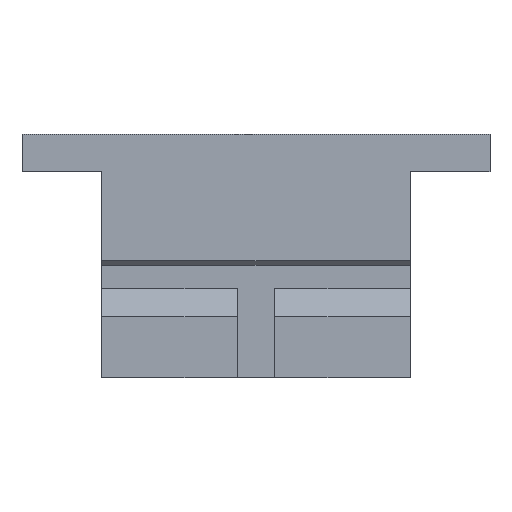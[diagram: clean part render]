
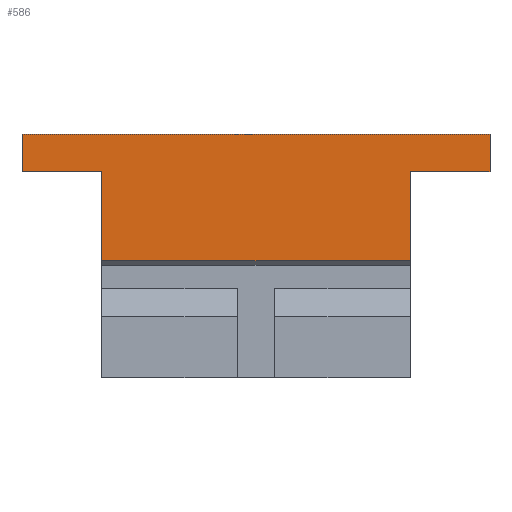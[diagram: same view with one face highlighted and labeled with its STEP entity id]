
A CAD part, top view. The second image highlights one B-rep face of the part: STEP entity #586.
In plain terms, the highlighted planar face has unit normal (0, 0, 1).
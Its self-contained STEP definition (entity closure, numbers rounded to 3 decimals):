
#32 = PLANE('',#33);
#33 = AXIS2_PLACEMENT_3D('',#34,#35,#36);
#34 = CARTESIAN_POINT('',(-16.5,22.,-8.));
#35 = DIRECTION('',(1.,0.,0.));
#36 = DIRECTION('',(0.,-1.,0.));
#225 = VERTEX_POINT('',#226);
#226 = CARTESIAN_POINT('',(-16.5,22.,8.));
#240 = PLANE('',#241);
#241 = AXIS2_PLACEMENT_3D('',#242,#243,#244);
#242 = CARTESIAN_POINT('',(-25.,22.,-8.));
#243 = DIRECTION('',(0.,1.,0.));
#244 = DIRECTION('',(1.,0.,0.));
#252 = EDGE_CURVE('',#225,#253,#255,.T.);
#253 = VERTEX_POINT('',#254);
#254 = CARTESIAN_POINT('',(-16.5,12.5,8.));
#255 = SURFACE_CURVE('',#256,(#260,#267),.PCURVE_S1.);
#256 = LINE('',#257,#258);
#257 = CARTESIAN_POINT('',(-16.5,22.,8.));
#258 = VECTOR('',#259,1.);
#259 = DIRECTION('',(0.,-1.,0.));
#260 = PCURVE('',#32,#261);
#261 = DEFINITIONAL_REPRESENTATION('',(#262),#266);
#262 = LINE('',#263,#264);
#263 = CARTESIAN_POINT('',(0.,-16.));
#264 = VECTOR('',#265,1.);
#265 = DIRECTION('',(1.,0.));
#266 = ( GEOMETRIC_REPRESENTATION_CONTEXT(2) 
PARAMETRIC_REPRESENTATION_CONTEXT() REPRESENTATION_CONTEXT('2D SPACE',''
  ) );
#267 = PCURVE('',#268,#273);
#268 = PLANE('',#269);
#269 = AXIS2_PLACEMENT_3D('',#270,#271,#272);
#270 = CARTESIAN_POINT('',(-25.,26.,8.));
#271 = DIRECTION('',(0.,0.,-1.));
#272 = DIRECTION('',(-1.,0.,0.));
#273 = DEFINITIONAL_REPRESENTATION('',(#274),#278);
#274 = LINE('',#275,#276);
#275 = CARTESIAN_POINT('',(-8.5,-4.));
#276 = VECTOR('',#277,1.);
#277 = DIRECTION('',(0.,-1.));
#278 = ( GEOMETRIC_REPRESENTATION_CONTEXT(2) 
PARAMETRIC_REPRESENTATION_CONTEXT() REPRESENTATION_CONTEXT('2D SPACE',''
  ) );
#294 = PLANE('',#295);
#295 = AXIS2_PLACEMENT_3D('',#296,#297,#298);
#296 = CARTESIAN_POINT('',(-16.5,12.25,7.75));
#297 = DIRECTION('',(0.,0.707,-0.707));
#298 = DIRECTION('',(-1.,-0.,-0.));
#349 = PLANE('',#350);
#350 = AXIS2_PLACEMENT_3D('',#351,#352,#353);
#351 = CARTESIAN_POINT('',(16.5,0.,-8.));
#352 = DIRECTION('',(-1.,0.,0.));
#353 = DIRECTION('',(0.,1.,0.));
#388 = VERTEX_POINT('',#389);
#389 = CARTESIAN_POINT('',(16.5,12.5,8.));
#410 = EDGE_CURVE('',#253,#388,#411,.T.);
#411 = SURFACE_CURVE('',#412,(#416,#423),.PCURVE_S1.);
#412 = LINE('',#413,#414);
#413 = CARTESIAN_POINT('',(-16.5,12.5,8.));
#414 = VECTOR('',#415,1.);
#415 = DIRECTION('',(1.,0.,0.));
#416 = PCURVE('',#294,#417);
#417 = DEFINITIONAL_REPRESENTATION('',(#418),#422);
#418 = LINE('',#419,#420);
#419 = CARTESIAN_POINT('',(-0.,0.354));
#420 = VECTOR('',#421,1.);
#421 = DIRECTION('',(-1.,0.));
#422 = ( GEOMETRIC_REPRESENTATION_CONTEXT(2) 
PARAMETRIC_REPRESENTATION_CONTEXT() REPRESENTATION_CONTEXT('2D SPACE',''
  ) );
#423 = PCURVE('',#268,#424);
#424 = DEFINITIONAL_REPRESENTATION('',(#425),#429);
#425 = LINE('',#426,#427);
#426 = CARTESIAN_POINT('',(-8.5,-13.5));
#427 = VECTOR('',#428,1.);
#428 = DIRECTION('',(-1.,0.));
#429 = ( GEOMETRIC_REPRESENTATION_CONTEXT(2) 
PARAMETRIC_REPRESENTATION_CONTEXT() REPRESENTATION_CONTEXT('2D SPACE',''
  ) );
#586 = ADVANCED_FACE('',(#587),#268,.F.);
#587 = FACE_BOUND('',#588,.F.);
#588 = EDGE_LOOP('',(#589,#590,#613,#641,#669,#697,#725,#746));
#589 = ORIENTED_EDGE('',*,*,#252,.F.);
#590 = ORIENTED_EDGE('',*,*,#591,.F.);
#591 = EDGE_CURVE('',#592,#225,#594,.T.);
#592 = VERTEX_POINT('',#593);
#593 = CARTESIAN_POINT('',(-25.,22.,8.));
#594 = SURFACE_CURVE('',#595,(#599,#606),.PCURVE_S1.);
#595 = LINE('',#596,#597);
#596 = CARTESIAN_POINT('',(-25.,22.,8.));
#597 = VECTOR('',#598,1.);
#598 = DIRECTION('',(1.,0.,0.));
#599 = PCURVE('',#268,#600);
#600 = DEFINITIONAL_REPRESENTATION('',(#601),#605);
#601 = LINE('',#602,#603);
#602 = CARTESIAN_POINT('',(0.,-4.));
#603 = VECTOR('',#604,1.);
#604 = DIRECTION('',(-1.,0.));
#605 = ( GEOMETRIC_REPRESENTATION_CONTEXT(2) 
PARAMETRIC_REPRESENTATION_CONTEXT() REPRESENTATION_CONTEXT('2D SPACE',''
  ) );
#606 = PCURVE('',#240,#607);
#607 = DEFINITIONAL_REPRESENTATION('',(#608),#612);
#608 = LINE('',#609,#610);
#609 = CARTESIAN_POINT('',(0.,-16.));
#610 = VECTOR('',#611,1.);
#611 = DIRECTION('',(1.,0.));
#612 = ( GEOMETRIC_REPRESENTATION_CONTEXT(2) 
PARAMETRIC_REPRESENTATION_CONTEXT() REPRESENTATION_CONTEXT('2D SPACE',''
  ) );
#613 = ORIENTED_EDGE('',*,*,#614,.F.);
#614 = EDGE_CURVE('',#615,#592,#617,.T.);
#615 = VERTEX_POINT('',#616);
#616 = CARTESIAN_POINT('',(-25.,26.,8.));
#617 = SURFACE_CURVE('',#618,(#622,#629),.PCURVE_S1.);
#618 = LINE('',#619,#620);
#619 = CARTESIAN_POINT('',(-25.,26.,8.));
#620 = VECTOR('',#621,1.);
#621 = DIRECTION('',(0.,-1.,0.));
#622 = PCURVE('',#268,#623);
#623 = DEFINITIONAL_REPRESENTATION('',(#624),#628);
#624 = LINE('',#625,#626);
#625 = CARTESIAN_POINT('',(0.,0.));
#626 = VECTOR('',#627,1.);
#627 = DIRECTION('',(0.,-1.));
#628 = ( GEOMETRIC_REPRESENTATION_CONTEXT(2) 
PARAMETRIC_REPRESENTATION_CONTEXT() REPRESENTATION_CONTEXT('2D SPACE',''
  ) );
#629 = PCURVE('',#630,#635);
#630 = PLANE('',#631);
#631 = AXIS2_PLACEMENT_3D('',#632,#633,#634);
#632 = CARTESIAN_POINT('',(-25.,26.,-8.));
#633 = DIRECTION('',(1.,0.,0.));
#634 = DIRECTION('',(0.,-1.,0.));
#635 = DEFINITIONAL_REPRESENTATION('',(#636),#640);
#636 = LINE('',#637,#638);
#637 = CARTESIAN_POINT('',(0.,-16.));
#638 = VECTOR('',#639,1.);
#639 = DIRECTION('',(1.,0.));
#640 = ( GEOMETRIC_REPRESENTATION_CONTEXT(2) 
PARAMETRIC_REPRESENTATION_CONTEXT() REPRESENTATION_CONTEXT('2D SPACE',''
  ) );
#641 = ORIENTED_EDGE('',*,*,#642,.F.);
#642 = EDGE_CURVE('',#643,#615,#645,.T.);
#643 = VERTEX_POINT('',#644);
#644 = CARTESIAN_POINT('',(25.,26.,8.));
#645 = SURFACE_CURVE('',#646,(#650,#657),.PCURVE_S1.);
#646 = LINE('',#647,#648);
#647 = CARTESIAN_POINT('',(25.,26.,8.));
#648 = VECTOR('',#649,1.);
#649 = DIRECTION('',(-1.,0.,0.));
#650 = PCURVE('',#268,#651);
#651 = DEFINITIONAL_REPRESENTATION('',(#652),#656);
#652 = LINE('',#653,#654);
#653 = CARTESIAN_POINT('',(-50.,0.));
#654 = VECTOR('',#655,1.);
#655 = DIRECTION('',(1.,0.));
#656 = ( GEOMETRIC_REPRESENTATION_CONTEXT(2) 
PARAMETRIC_REPRESENTATION_CONTEXT() REPRESENTATION_CONTEXT('2D SPACE',''
  ) );
#657 = PCURVE('',#658,#663);
#658 = PLANE('',#659);
#659 = AXIS2_PLACEMENT_3D('',#660,#661,#662);
#660 = CARTESIAN_POINT('',(25.,26.,-8.));
#661 = DIRECTION('',(0.,-1.,0.));
#662 = DIRECTION('',(-1.,0.,0.));
#663 = DEFINITIONAL_REPRESENTATION('',(#664),#668);
#664 = LINE('',#665,#666);
#665 = CARTESIAN_POINT('',(0.,-16.));
#666 = VECTOR('',#667,1.);
#667 = DIRECTION('',(1.,0.));
#668 = ( GEOMETRIC_REPRESENTATION_CONTEXT(2) 
PARAMETRIC_REPRESENTATION_CONTEXT() REPRESENTATION_CONTEXT('2D SPACE',''
  ) );
#669 = ORIENTED_EDGE('',*,*,#670,.F.);
#670 = EDGE_CURVE('',#671,#643,#673,.T.);
#671 = VERTEX_POINT('',#672);
#672 = CARTESIAN_POINT('',(25.,22.,8.));
#673 = SURFACE_CURVE('',#674,(#678,#685),.PCURVE_S1.);
#674 = LINE('',#675,#676);
#675 = CARTESIAN_POINT('',(25.,22.,8.));
#676 = VECTOR('',#677,1.);
#677 = DIRECTION('',(0.,1.,0.));
#678 = PCURVE('',#268,#679);
#679 = DEFINITIONAL_REPRESENTATION('',(#680),#684);
#680 = LINE('',#681,#682);
#681 = CARTESIAN_POINT('',(-50.,-4.));
#682 = VECTOR('',#683,1.);
#683 = DIRECTION('',(0.,1.));
#684 = ( GEOMETRIC_REPRESENTATION_CONTEXT(2) 
PARAMETRIC_REPRESENTATION_CONTEXT() REPRESENTATION_CONTEXT('2D SPACE',''
  ) );
#685 = PCURVE('',#686,#691);
#686 = PLANE('',#687);
#687 = AXIS2_PLACEMENT_3D('',#688,#689,#690);
#688 = CARTESIAN_POINT('',(25.,22.,-8.));
#689 = DIRECTION('',(-1.,0.,0.));
#690 = DIRECTION('',(0.,1.,0.));
#691 = DEFINITIONAL_REPRESENTATION('',(#692),#696);
#692 = LINE('',#693,#694);
#693 = CARTESIAN_POINT('',(0.,-16.));
#694 = VECTOR('',#695,1.);
#695 = DIRECTION('',(1.,0.));
#696 = ( GEOMETRIC_REPRESENTATION_CONTEXT(2) 
PARAMETRIC_REPRESENTATION_CONTEXT() REPRESENTATION_CONTEXT('2D SPACE',''
  ) );
#697 = ORIENTED_EDGE('',*,*,#698,.F.);
#698 = EDGE_CURVE('',#699,#671,#701,.T.);
#699 = VERTEX_POINT('',#700);
#700 = CARTESIAN_POINT('',(16.5,22.,8.));
#701 = SURFACE_CURVE('',#702,(#706,#713),.PCURVE_S1.);
#702 = LINE('',#703,#704);
#703 = CARTESIAN_POINT('',(16.5,22.,8.));
#704 = VECTOR('',#705,1.);
#705 = DIRECTION('',(1.,0.,0.));
#706 = PCURVE('',#268,#707);
#707 = DEFINITIONAL_REPRESENTATION('',(#708),#712);
#708 = LINE('',#709,#710);
#709 = CARTESIAN_POINT('',(-41.5,-4.));
#710 = VECTOR('',#711,1.);
#711 = DIRECTION('',(-1.,0.));
#712 = ( GEOMETRIC_REPRESENTATION_CONTEXT(2) 
PARAMETRIC_REPRESENTATION_CONTEXT() REPRESENTATION_CONTEXT('2D SPACE',''
  ) );
#713 = PCURVE('',#714,#719);
#714 = PLANE('',#715);
#715 = AXIS2_PLACEMENT_3D('',#716,#717,#718);
#716 = CARTESIAN_POINT('',(16.5,22.,-8.));
#717 = DIRECTION('',(0.,1.,0.));
#718 = DIRECTION('',(1.,0.,0.));
#719 = DEFINITIONAL_REPRESENTATION('',(#720),#724);
#720 = LINE('',#721,#722);
#721 = CARTESIAN_POINT('',(0.,-16.));
#722 = VECTOR('',#723,1.);
#723 = DIRECTION('',(1.,0.));
#724 = ( GEOMETRIC_REPRESENTATION_CONTEXT(2) 
PARAMETRIC_REPRESENTATION_CONTEXT() REPRESENTATION_CONTEXT('2D SPACE',''
  ) );
#725 = ORIENTED_EDGE('',*,*,#726,.F.);
#726 = EDGE_CURVE('',#388,#699,#727,.T.);
#727 = SURFACE_CURVE('',#728,(#732,#739),.PCURVE_S1.);
#728 = LINE('',#729,#730);
#729 = CARTESIAN_POINT('',(16.5,0.,8.));
#730 = VECTOR('',#731,1.);
#731 = DIRECTION('',(0.,1.,0.));
#732 = PCURVE('',#268,#733);
#733 = DEFINITIONAL_REPRESENTATION('',(#734),#738);
#734 = LINE('',#735,#736);
#735 = CARTESIAN_POINT('',(-41.5,-26.));
#736 = VECTOR('',#737,1.);
#737 = DIRECTION('',(0.,1.));
#738 = ( GEOMETRIC_REPRESENTATION_CONTEXT(2) 
PARAMETRIC_REPRESENTATION_CONTEXT() REPRESENTATION_CONTEXT('2D SPACE',''
  ) );
#739 = PCURVE('',#349,#740);
#740 = DEFINITIONAL_REPRESENTATION('',(#741),#745);
#741 = LINE('',#742,#743);
#742 = CARTESIAN_POINT('',(0.,-16.));
#743 = VECTOR('',#744,1.);
#744 = DIRECTION('',(1.,0.));
#745 = ( GEOMETRIC_REPRESENTATION_CONTEXT(2) 
PARAMETRIC_REPRESENTATION_CONTEXT() REPRESENTATION_CONTEXT('2D SPACE',''
  ) );
#746 = ORIENTED_EDGE('',*,*,#410,.F.);
